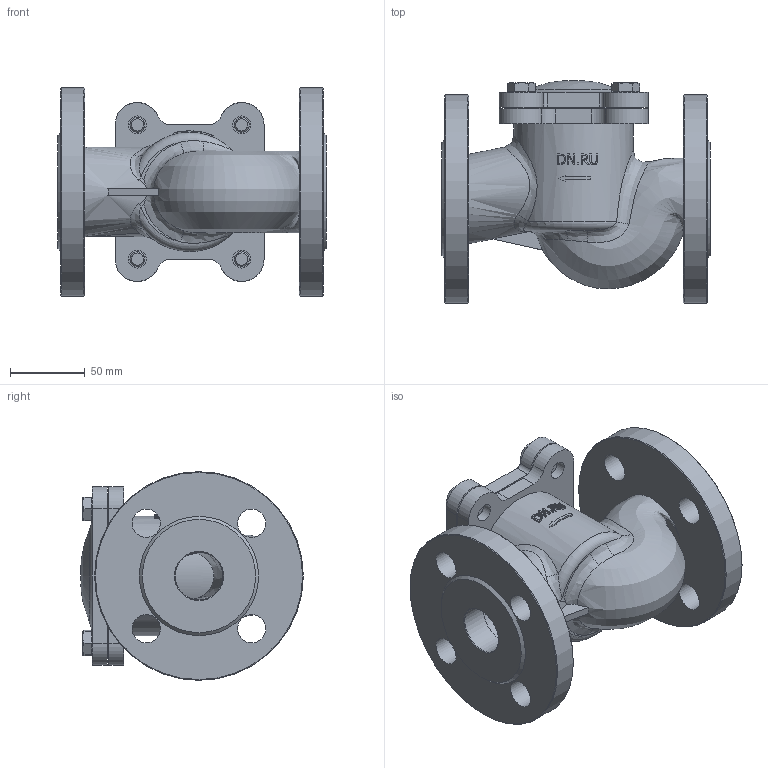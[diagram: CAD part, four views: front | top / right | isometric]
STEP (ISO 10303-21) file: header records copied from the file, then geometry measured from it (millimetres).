
FILE_DESCRIPTION(/* description */ (''),/* implementation_level */ '2;1');
FILE_NAME(/* name */ 'DN32_3D_STEP.stp',/* time_stamp */ '2024-03-27T17:06:02+03:00',/* author */ ('igorr'),/* organization */ (''),/* preprocessor_version */ 'ST-DEVELOPER v19.2',/* originating_system */ 'Autodesk Inventor 2023',/* authorisation */ '');
FILE_SCHEMA (('AUTOMOTIVE_DESIGN { 1 0 10303 214 3 1 1 }'));
Length unit declared in the file: millimetre
Products named in the file (3): Сборка; Деталь1; AS 1110 - M10 x 16
Assembly tree (5 placements, depth 2):
  Сборка
    Деталь1
    AS 1110 - M10 x 16  x4
Bounding box: 180 x 149.36 x 140 mm (x, y, z)
Volume: 1243682.6 mm3; surface area: 165945 mm2
Topology: 5 solids, 5 shells, 265 faces, 649 edges, 413 vertices
Faces by surface type: plane 130, cylinder 57, bspline 39, cone 36, torus 3
Full cylindrical faces by diameter (mm): 10 x4, 12 x8, 16 x4, 19 x8, 32 x2, 80 x1, 90 x1, 140 x2
Entity records: 9128 total; most frequent: CARTESIAN_POINT 4220, ORIENTED_EDGE 990, DIRECTION 905, EDGE_CURVE 495, AXIS2_PLACEMENT_3D 351, VERTEX_POINT 323, EDGE_LOOP 242, LINE 203
